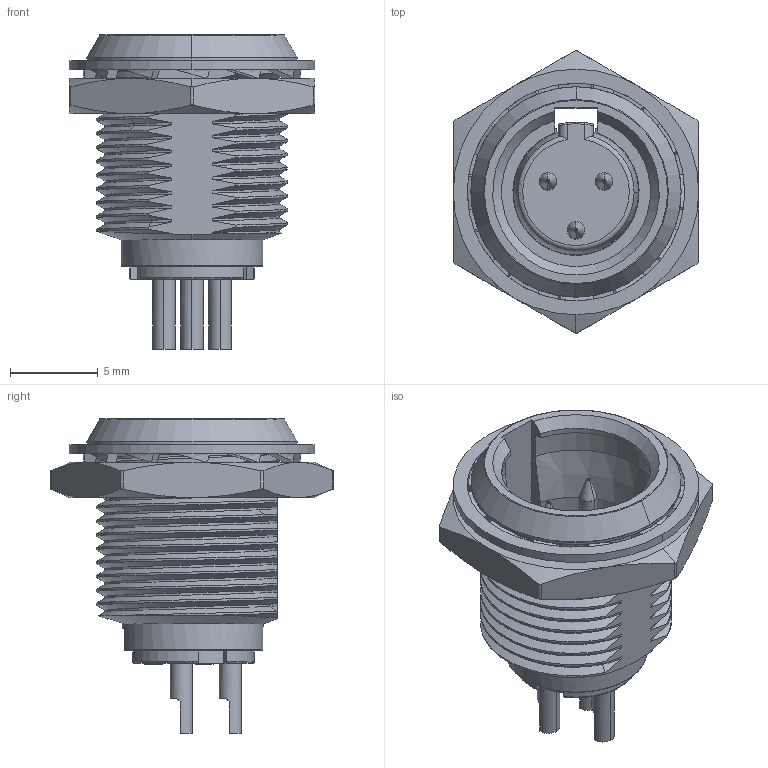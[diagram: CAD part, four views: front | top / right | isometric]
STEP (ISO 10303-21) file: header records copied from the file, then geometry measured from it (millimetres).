
FILE_DESCRIPTION (( 'STEP AP203' ), '1' );
FILE_NAME ('IO-TXLR3-M-PS-1.stp', '2024-03-20T16:38:28', ( '' ), ( '' ), 'SwSTEP 2.0', 'SolidWorks 2018', '' );
FILE_SCHEMA (( 'CONFIG_CONTROL_DESIGN' ));
Length unit declared in the file: millimetre
Products named in the file (1): IO-TXLR3-M-PS-1
Bounding box: 14 x 16.1 x 17.95 mm (x, y, z)
Volume: 716.1 mm3; surface area: 1962.4 mm2
Topology: 7 solids, 7 shells, 726 faces, 1951 edges, 1254 vertices
Faces by surface type: plane 366, cylinder 220, cone 57, bspline 56, torus 27
Entity records: 36512 total; most frequent: CARTESIAN_POINT 19143, ORIENTED_EDGE 3890, DIRECTION 3199, EDGE_CURVE 1945, VERTEX_POINT 1254, AXIS2_PLACEMENT_3D 1124, LINE 951, VECTOR 951
